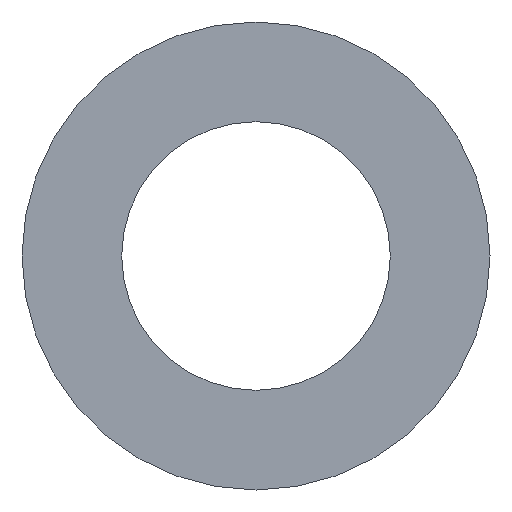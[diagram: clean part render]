
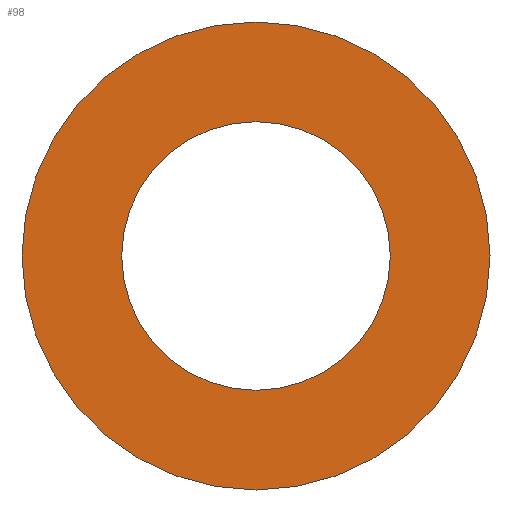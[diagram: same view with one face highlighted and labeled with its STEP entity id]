
A CAD part, left-side view. The second image highlights one B-rep face of the part: STEP entity #98.
In plain terms, the highlighted planar face has unit normal (-1, 0, 0).
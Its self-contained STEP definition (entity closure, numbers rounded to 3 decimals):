
#80 = VERTEX_POINT( '', #194 );
#86 = VERTEX_POINT( '', #201 );
#98 = ADVANCED_FACE( '', ( #214, #215 ), #216, .T. );
#110 = VERTEX_POINT( '', #229 );
#114 = EDGE_CURVE( '', #140, #86, #233, .T. );
#122 = EDGE_CURVE( '', #110, #80, #244, .T. );
#140 = VERTEX_POINT( '', #263 );
#144 = EDGE_CURVE( '', #86, #140, #267, .T. );
#162 = EDGE_CURVE( '', #80, #110, #287, .T. );
#194 = CARTESIAN_POINT( '', ( -82., -69., 0. ) );
#201 = CARTESIAN_POINT( '', ( -82., -39.6, 0. ) );
#214 = FACE_BOUND( '', #338, .T. );
#215 = FACE_OUTER_BOUND( '', #339, .T. );
#216 = PLANE( '', #340 );
#229 = CARTESIAN_POINT( '', ( -82., 69., 0. ) );
#233 = CIRCLE( '', #359, 39.6 );
#244 = CIRCLE( '', #372, 69. );
#263 = CARTESIAN_POINT( '', ( -82., 39.6, 0. ) );
#267 = CIRCLE( '', #402, 39.6 );
#287 = CIRCLE( '', #431, 69. );
#338 = EDGE_LOOP( '', ( #481, #482 ) );
#339 = EDGE_LOOP( '', ( #483, #484 ) );
#340 = AXIS2_PLACEMENT_3D( '', #485, #486, #487 );
#359 = AXIS2_PLACEMENT_3D( '', #503, #504, #505 );
#372 = AXIS2_PLACEMENT_3D( '', #525, #526, #527 );
#402 = AXIS2_PLACEMENT_3D( '', #539, #540, #541 );
#431 = AXIS2_PLACEMENT_3D( '', #564, #565, #566 );
#481 = ORIENTED_EDGE( '', *, *, #114, .F. );
#482 = ORIENTED_EDGE( '', *, *, #144, .F. );
#483 = ORIENTED_EDGE( '', *, *, #122, .T. );
#484 = ORIENTED_EDGE( '', *, *, #162, .T. );
#485 = CARTESIAN_POINT( '', ( -82., 54.3, 0. ) );
#486 = DIRECTION( '', ( -1., 0., 0. ) );
#487 = DIRECTION( '', ( 0., 1., 0. ) );
#503 = CARTESIAN_POINT( '', ( -82., 0., 0. ) );
#504 = DIRECTION( '', ( -1., 0., 0. ) );
#505 = DIRECTION( '', ( 0., 1., 0. ) );
#525 = CARTESIAN_POINT( '', ( -82., 0., 0. ) );
#526 = DIRECTION( '', ( -1., 0., 0. ) );
#527 = DIRECTION( '', ( 0., 1., 0. ) );
#539 = CARTESIAN_POINT( '', ( -82., 0., 0. ) );
#540 = DIRECTION( '', ( -1., 0., 0. ) );
#541 = DIRECTION( '', ( 0., 1., 0. ) );
#564 = CARTESIAN_POINT( '', ( -82., 0., 0. ) );
#565 = DIRECTION( '', ( -1., 0., 0. ) );
#566 = DIRECTION( '', ( 0., 1., 0. ) );
